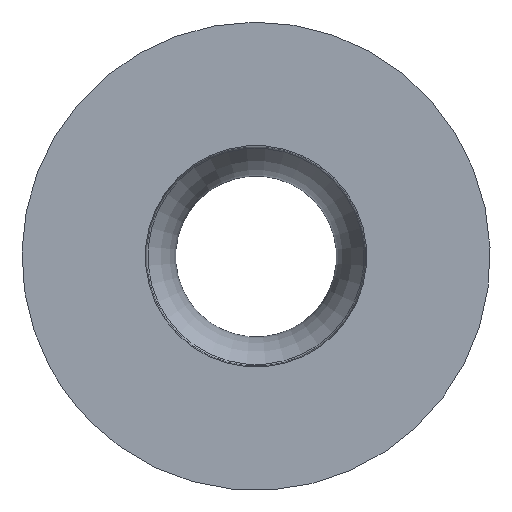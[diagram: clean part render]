
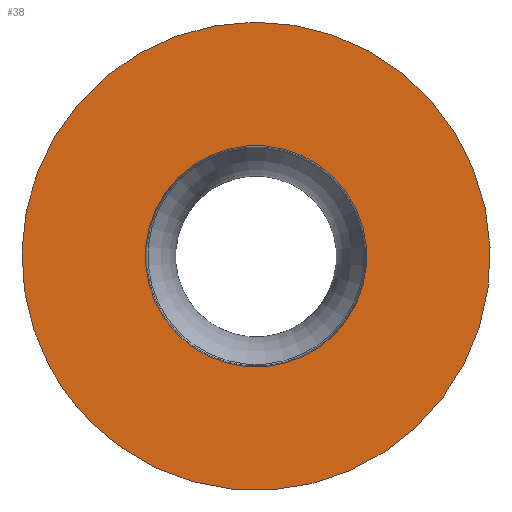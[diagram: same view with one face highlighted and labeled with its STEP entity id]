
A CAD part, top view. The second image highlights one B-rep face of the part: STEP entity #38.
In plain terms, the highlighted planar face has unit normal (0, 0, 1).
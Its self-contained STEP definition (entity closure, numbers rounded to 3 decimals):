
#38=ADVANCED_FACE('',(#47,#48),#45,.F.);
#45=PLANE('',#142);
#47=FACE_BOUND('',#61,.T.);
#48=FACE_BOUND('',#62,.T.);
#61=EDGE_LOOP('',(#75));
#62=EDGE_LOOP('',(#76));
#75=ORIENTED_EDGE('',*,*,#96,.F.);
#76=ORIENTED_EDGE('',*,*,#97,.F.);
#89=VERTEX_POINT('',#263);
#90=VERTEX_POINT('',#265);
#96=EDGE_CURVE('',#89,#89,#103,.T.);
#97=EDGE_CURVE('',#90,#90,#104,.T.);
#103=CIRCLE('',#140,8.);
#104=CIRCLE('',#141,3.784);
#140=AXIS2_PLACEMENT_3D('',#262,#160,#161);
#141=AXIS2_PLACEMENT_3D('',#264,#162,#163);
#142=AXIS2_PLACEMENT_3D('',#266,#164,#165);
#160=DIRECTION('',(0.0,0.0,-1.0));
#161=DIRECTION('',(-0.882,-0.471,0.0));
#162=DIRECTION('',(0.0,0.0,1.0));
#163=DIRECTION('',(-0.707,-0.707,0.0));
#164=DIRECTION('',(0.0,0.0,-1.0));
#165=DIRECTION('',(0.707,0.707,0.0));
#262=CARTESIAN_POINT('',(8.,8.,0.));
#263=CARTESIAN_POINT('',(0.944,4.23,0.));
#264=CARTESIAN_POINT('',(8.0,8.0,0.));
#265=CARTESIAN_POINT('',(5.324,5.324,0.));
#266=CARTESIAN_POINT('',(8.,8.,0.));
